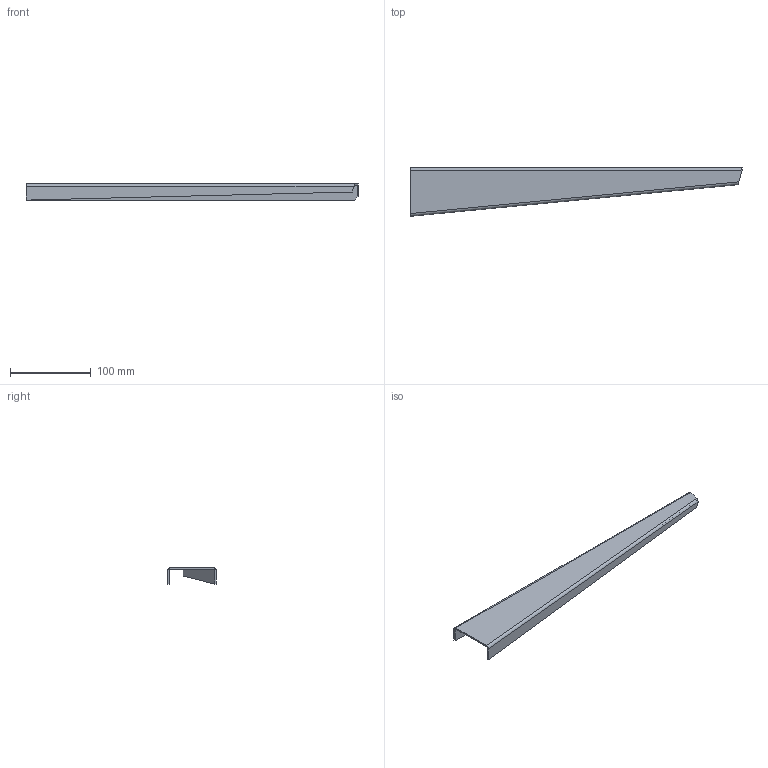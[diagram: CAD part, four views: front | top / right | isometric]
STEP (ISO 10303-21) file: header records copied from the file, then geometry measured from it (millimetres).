
FILE_DESCRIPTION (( 'STEP AP214' ), '1' );
FILE_NAME ('6421210.STEP', '2025-02-11T07:39:28', ( '' ), ( '' ), 'SwSTEP 2.0', 'SolidWorks 2024', '' );
FILE_SCHEMA (( 'AUTOMOTIVE_DESIGN' ));
Length unit declared in the file: millimetre
Products named in the file (1): 6421210
Bounding box: 410 x 59.97 x 20.03 mm (x, y, z)
Volume: 53451.1 mm3; surface area: 59013.7 mm2
Topology: 1 solids, 1 shells, 23 faces, 55 edges, 34 vertices
Faces by surface type: plane 18, bspline 3, cylinder 2
Entity records: 741 total; most frequent: CARTESIAN_POINT 219, ORIENTED_EDGE 110, DIRECTION 86, EDGE_CURVE 55, VECTOR 40, LINE 40, VERTEX_POINT 34, ADVANCED_FACE 23
